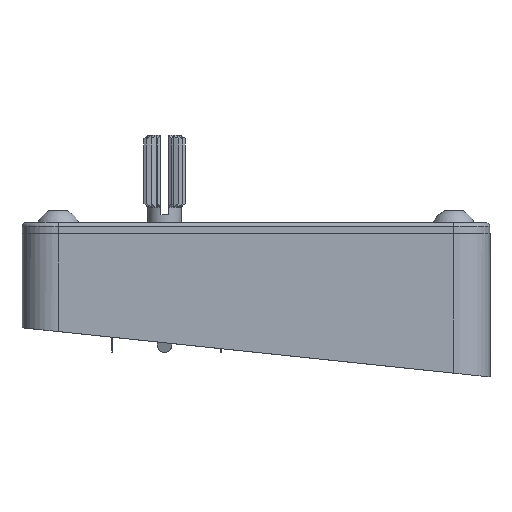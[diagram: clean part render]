
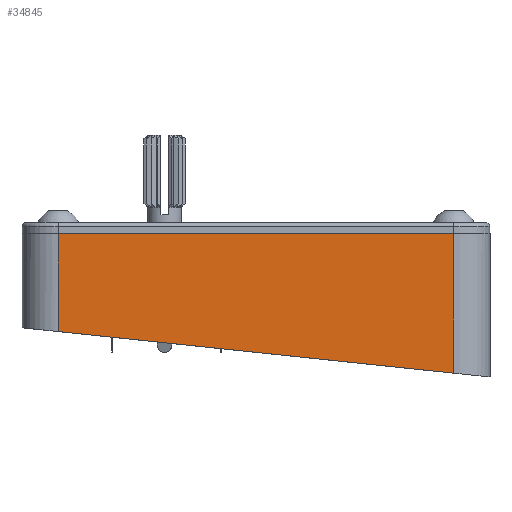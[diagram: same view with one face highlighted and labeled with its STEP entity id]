
A CAD part, left-side view. The second image highlights one B-rep face of the part: STEP entity #34845.
In plain terms, the highlighted planar face has unit normal (-1, 0, 0).
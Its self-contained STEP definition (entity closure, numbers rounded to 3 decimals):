
#4077=FACE_OUTER_BOUND('',#6135,.T.);
#6135=EDGE_LOOP('',(#23893,#23894,#23895,#23896));
#8470=LINE('',#49322,#11859);
#8480=LINE('',#49351,#11869);
#8481=LINE('',#49355,#11870);
#8484=LINE('',#49370,#11873);
#11859=VECTOR('',#40257,10.);
#11869=VECTOR('',#40281,10.);
#11870=VECTOR('',#40286,10.);
#11873=VECTOR('',#40301,10.);
#15293=VERTEX_POINT('',#49319);
#15294=VERTEX_POINT('',#49321);
#15306=VERTEX_POINT('',#49350);
#15307=VERTEX_POINT('',#49354);
#18632=EDGE_CURVE('',#15293,#15294,#8470,.T.);
#18647=EDGE_CURVE('',#15294,#15306,#8480,.T.);
#18649=EDGE_CURVE('',#15306,#15307,#8481,.F.);
#18657=EDGE_CURVE('',#15307,#15293,#8484,.T.);
#23893=ORIENTED_EDGE('',*,*,#18647,.F.);
#23894=ORIENTED_EDGE('',*,*,#18632,.F.);
#23895=ORIENTED_EDGE('',*,*,#18657,.F.);
#23896=ORIENTED_EDGE('',*,*,#18649,.F.);
#33641=PLANE('',#37152);
#34845=ADVANCED_FACE('',(#4077),#33641,.T.);
#37152=AXIS2_PLACEMENT_3D('',#49369,#40299,#40300);
#40257=DIRECTION('',(0.,-1.,0.));
#40281=DIRECTION('',(0.,0.,-1.));
#40286=DIRECTION('',(0.,-0.995,-0.105));
#40299=DIRECTION('center_axis',(-1.,0.,0.));
#40300=DIRECTION('ref_axis',(0.,-1.,0.));
#40301=DIRECTION('',(0.,0.,1.));
#49319=CARTESIAN_POINT('',(-49.5,54.5,13.));
#49321=CARTESIAN_POINT('',(-49.5,-0.2,13.));
#49322=CARTESIAN_POINT('',(-49.5,-5.2,13.));
#49350=CARTESIAN_POINT('',(-49.5,-0.2,-6.275));
#49351=CARTESIAN_POINT('',(-49.5,-0.2,0.));
#49354=CARTESIAN_POINT('',(-49.5,54.5,-0.526));
#49355=CARTESIAN_POINT('',(-49.5,43.414,-1.691));
#49369=CARTESIAN_POINT('Origin',(-49.5,59.5,0.));
#49370=CARTESIAN_POINT('',(-49.5,54.5,0.));
